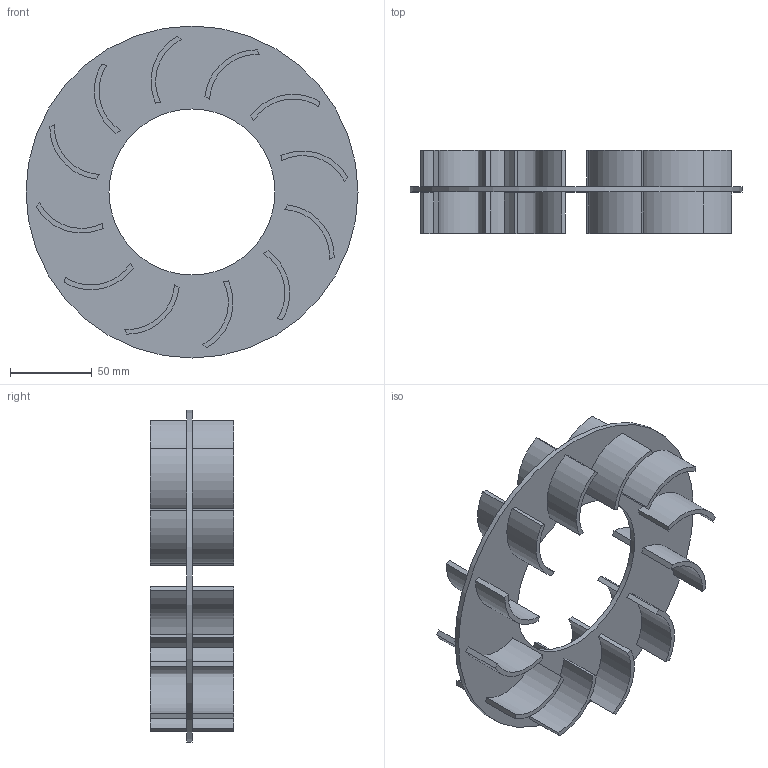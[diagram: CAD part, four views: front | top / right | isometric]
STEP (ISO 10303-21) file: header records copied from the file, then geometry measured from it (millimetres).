
FILE_DESCRIPTION( ( 'STEP Version 203' ), '1' );
FILE_NAME( 'Fan.stp', '04/24/17 17:13:56', ( 'mmehalic' ), ( ' ' ), 'PSStep 17.0.49', 'DesignModeler STEP Output', ' ' );
FILE_SCHEMA( ( 'CONFIG_CONTROL_DESIGN' ) );
Length unit declared in the file: metre
Products named in the file (1): 1
Bounding box: 203.2 x 50.8 x 203.2 mm (x, y, z)
Volume: 154252.7 mm3; surface area: 108205.2 mm2
Topology: 1 solids, 1 shells, 124 faces, 294 edges, 196 vertices
Faces by surface type: plane 74, cylinder 50
Full cylindrical faces by diameter (mm): 101.6 x1, 203.2 x1
Entity records: 3636 total; most frequent: DIRECTION 642, CARTESIAN_POINT 613, ORIENTED_EDGE 584, EDGE_CURVE 292, AXIS2_PLACEMENT_3D 225, VERTEX_POINT 196, LINE 192, VECTOR 192
